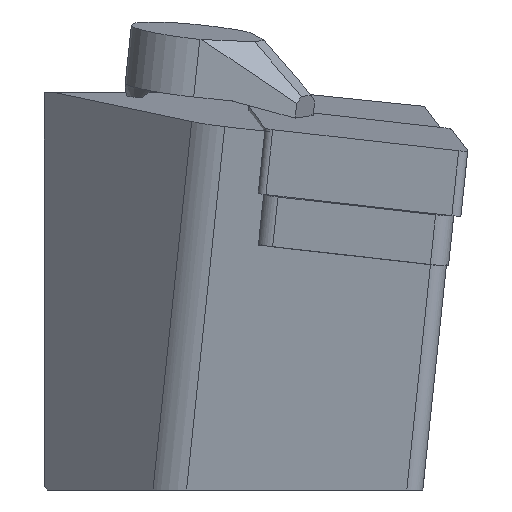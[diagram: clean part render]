
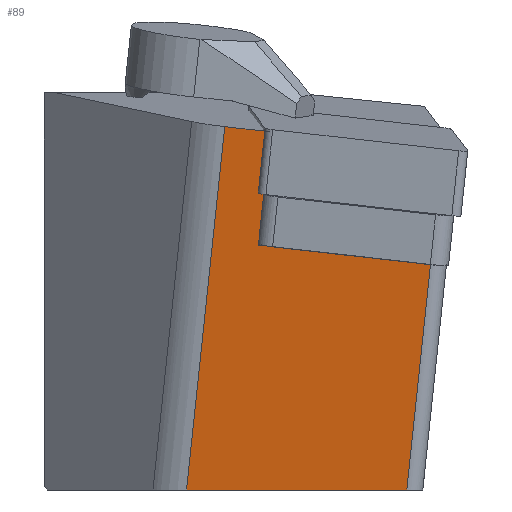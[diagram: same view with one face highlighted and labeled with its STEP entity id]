
A CAD part, left-side view. The second image highlights one B-rep face of the part: STEP entity #89.
In plain terms, the highlighted planar face has unit normal (-0.992, 0.087, -0.096).
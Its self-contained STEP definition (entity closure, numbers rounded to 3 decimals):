
#89=ADVANCED_FACE('',(#207),#157,.F.);
#157=PLANE('',#1258);
#207=FACE_OUTER_BOUND('',#277,.T.);
#277=EDGE_LOOP('',(#647,#648,#649,#650,#651,#652,#653));
#339=LINE('',#1693,#465);
#352=LINE('',#1718,#478);
#357=LINE('',#1730,#483);
#375=LINE('',#1774,#501);
#377=LINE('',#1780,#503);
#378=LINE('',#1782,#504);
#379=LINE('',#1783,#505);
#465=VECTOR('',#1355,1.);
#478=VECTOR('',#1372,1.);
#483=VECTOR('',#1381,1.);
#501=VECTOR('',#1417,1.);
#503=VECTOR('',#1423,1.);
#504=VECTOR('',#1424,1.);
#505=VECTOR('',#1425,1.);
#647=ORIENTED_EDGE('',*,*,#1042,.F.);
#648=ORIENTED_EDGE('',*,*,#1055,.T.);
#649=ORIENTED_EDGE('',*,*,#1061,.F.);
#650=ORIENTED_EDGE('',*,*,#1086,.T.);
#651=ORIENTED_EDGE('',*,*,#1087,.F.);
#652=ORIENTED_EDGE('',*,*,#1083,.T.);
#653=ORIENTED_EDGE('',*,*,#1088,.F.);
#934=VERTEX_POINT('',#1690);
#935=VERTEX_POINT('',#1692);
#945=VERTEX_POINT('',#1717);
#950=VERTEX_POINT('',#1729);
#966=VERTEX_POINT('',#1772);
#968=VERTEX_POINT('',#1775);
#970=VERTEX_POINT('',#1781);
#1042=EDGE_CURVE('',#935,#934,#339,.T.);
#1055=EDGE_CURVE('',#935,#945,#352,.T.);
#1061=EDGE_CURVE('',#950,#945,#357,.T.);
#1083=EDGE_CURVE('',#968,#966,#375,.T.);
#1086=EDGE_CURVE('',#950,#970,#377,.T.);
#1087=EDGE_CURVE('',#968,#970,#378,.T.);
#1088=EDGE_CURVE('',#934,#966,#379,.T.);
#1258=AXIS2_PLACEMENT_3D('',#1784,#1426,#1427);
#1355=DIRECTION('',(-0.076,-0.991,-0.112));
#1372=DIRECTION('',(-0.105,-0.104,0.989));
#1381=DIRECTION('',(-0.076,-0.991,-0.112));
#1417=DIRECTION('',(-0.105,-0.104,0.989));
#1423=DIRECTION('',(0.105,0.104,-0.989));
#1424=DIRECTION('',(0.087,0.996,0.));
#1425=DIRECTION('',(-0.076,-0.991,-0.112));
#1426=DIRECTION('',(0.992,-0.087,0.096));
#1427=DIRECTION('',(0.096,0.,-0.995));
#1690=CARTESIAN_POINT('',(3.202,-20.821,-8.933));
#1692=CARTESIAN_POINT('',(3.247,-20.224,-8.865));
#1693=CARTESIAN_POINT('',(2.002,-36.479,-10.705));
#1717=CARTESIAN_POINT('',(2.117,-21.348,1.827));
#1718=CARTESIAN_POINT('',(1.679,-21.783,5.971));
#1729=CARTESIAN_POINT('',(2.447,-17.048,2.313));
#1730=CARTESIAN_POINT('',(0.872,-37.603,-0.013));
#1772=CARTESIAN_POINT('',(2.002,-36.479,-10.705));
#1774=CARTESIAN_POINT('',(6.59,-31.916,-54.116));
#1775=CARTESIAN_POINT('',(4.253,-34.241,-32.));
#1780=CARTESIAN_POINT('',(8.164,-11.362,-51.789));
#1781=CARTESIAN_POINT('',(6.073,-13.442,-32.));
#1782=CARTESIAN_POINT('',(4.473,-31.731,-32.));
#1783=CARTESIAN_POINT('',(2.002,-36.479,-10.705));
#1784=CARTESIAN_POINT('',(6.59,-31.916,-54.116));
